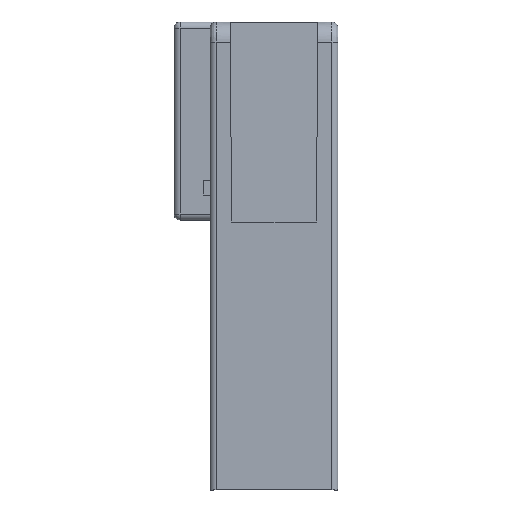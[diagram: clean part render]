
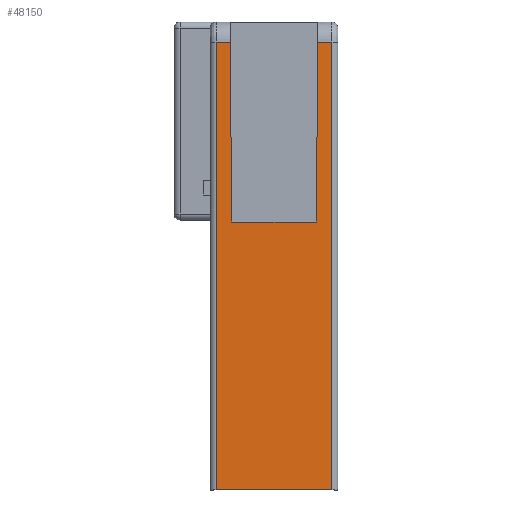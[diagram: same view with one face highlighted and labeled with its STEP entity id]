
A CAD part, left-side view. The second image highlights one B-rep face of the part: STEP entity #48150.
In plain terms, the highlighted planar face has unit normal (-1, 0, 0).
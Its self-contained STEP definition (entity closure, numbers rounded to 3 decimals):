
#40029=CARTESIAN_POINT('',(-6.75,-2.9,-13.4));
#40030=VERTEX_POINT('',#40029);
#40031=CARTESIAN_POINT('',(-6.75,2.9,-13.4));
#40032=VERTEX_POINT('',#40031);
#40033=CARTESIAN_POINT('',(-6.75,-2.9,-13.4));
#40034=DIRECTION('',(0.,1.,0.));
#40035=VECTOR('',#40034,5.8);
#40036=LINE('',#40033,#40035);
#40037=EDGE_CURVE('',#40030,#40032,#40036,.T.);
#40071=CARTESIAN_POINT('',(-6.75,-2.9,9.));
#40072=VERTEX_POINT('',#40071);
#40073=CARTESIAN_POINT('',(-6.75,-2.9,9.));
#40074=DIRECTION('',(0.,0.,-1.));
#40075=VECTOR('',#40074,22.4);
#40076=LINE('',#40073,#40075);
#40077=EDGE_CURVE('',#40072,#40030,#40076,.T.);
#48064=CARTESIAN_POINT('',(-6.75,2.9,9.));
#48065=VERTEX_POINT('',#48064);
#48090=CARTESIAN_POINT('',(-6.75,2.9,-13.4));
#48091=DIRECTION('',(0.,0.,1.));
#48092=VECTOR('',#48091,22.4);
#48093=LINE('',#48090,#48092);
#48094=EDGE_CURVE('',#40032,#48065,#48093,.T.);
#48102=CARTESIAN_POINT('',(-6.75,-3.2,-1.5));
#48103=DIRECTION('',(0.,1.,0.));
#48104=DIRECTION('',(-1.,0.,0.));
#48105=AXIS2_PLACEMENT_3D('',#48102,#48104,#48103);
#48106=PLANE('',#48105);
#48107=ORIENTED_EDGE('',*,*,#40077,.F.);
#48108=CARTESIAN_POINT('',(-6.75,-2.191,9.));
#48109=VERTEX_POINT('',#48108);
#48110=CARTESIAN_POINT('',(-6.75,-2.9,9.));
#48111=DIRECTION('',(0.,1.,0.));
#48112=VECTOR('',#48111,0.709);
#48113=LINE('',#48110,#48112);
#48114=EDGE_CURVE('',#40072,#48109,#48113,.T.);
#48115=ORIENTED_EDGE('',*,*,#48114,.T.);
#48116=CARTESIAN_POINT('',(-6.75,-2.113,0.));
#48117=VERTEX_POINT('',#48116);
#48118=CARTESIAN_POINT('',(-6.75,-2.191,9.));
#48119=DIRECTION('',(0.,0.009,-1.));
#48120=VECTOR('',#48119,9.);
#48121=LINE('',#48118,#48120);
#48122=EDGE_CURVE('',#48109,#48117,#48121,.T.);
#48123=ORIENTED_EDGE('',*,*,#48122,.T.);
#48124=CARTESIAN_POINT('',(-6.75,2.113,0.));
#48125=VERTEX_POINT('',#48124);
#48126=CARTESIAN_POINT('',(-6.75,-2.113,0.));
#48127=DIRECTION('',(0.,1.,0.));
#48128=VECTOR('',#48127,4.225);
#48129=LINE('',#48126,#48128);
#48130=EDGE_CURVE('',#48117,#48125,#48129,.T.);
#48131=ORIENTED_EDGE('',*,*,#48130,.T.);
#48132=CARTESIAN_POINT('',(-6.75,2.191,9.));
#48133=VERTEX_POINT('',#48132);
#48134=CARTESIAN_POINT('',(-6.75,2.113,0.));
#48135=DIRECTION('',(0.,0.009,1.));
#48136=VECTOR('',#48135,9.);
#48137=LINE('',#48134,#48136);
#48138=EDGE_CURVE('',#48125,#48133,#48137,.T.);
#48139=ORIENTED_EDGE('',*,*,#48138,.T.);
#48140=CARTESIAN_POINT('',(-6.75,2.191,9.));
#48141=DIRECTION('',(0.,1.,0.));
#48142=VECTOR('',#48141,0.709);
#48143=LINE('',#48140,#48142);
#48144=EDGE_CURVE('',#48133,#48065,#48143,.T.);
#48145=ORIENTED_EDGE('',*,*,#48144,.T.);
#48146=ORIENTED_EDGE('',*,*,#48094,.F.);
#48147=ORIENTED_EDGE('',*,*,#40037,.F.);
#48148=EDGE_LOOP('',(#48107,#48115,#48123,#48131,#48139,#48145,#48146,#48147));
#48149=FACE_OUTER_BOUND('',#48148,.T.);
#48150=ADVANCED_FACE('',(#48149),#48106,.T.);
